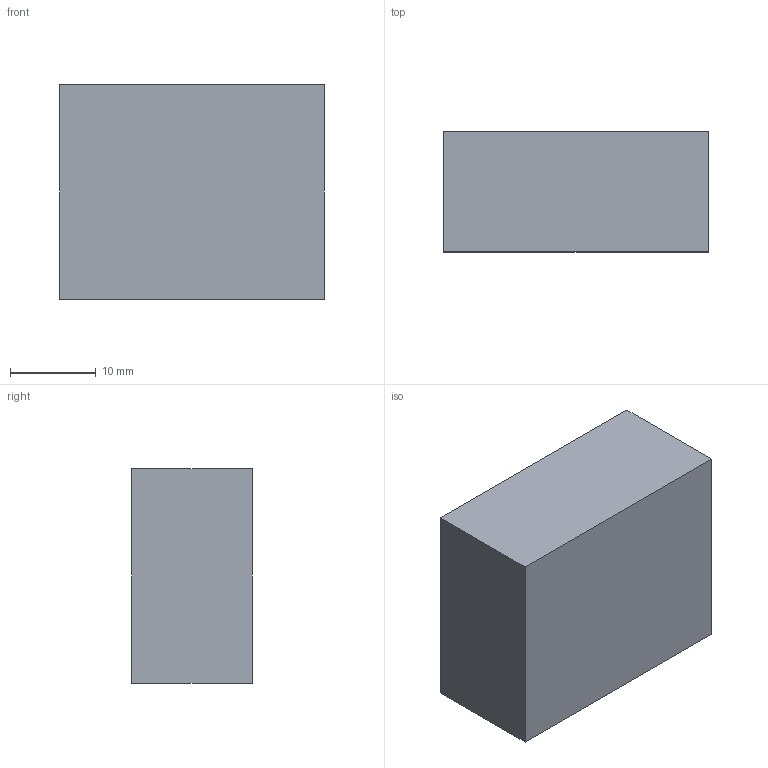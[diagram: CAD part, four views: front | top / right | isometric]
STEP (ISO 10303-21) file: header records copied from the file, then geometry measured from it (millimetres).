
FILE_DESCRIPTION (( 'STEP AP214' ), '1' );
FILE_NAME ('Shunt_ESUS.STEP', '2022-11-22T08:37:06', ( '' ), ( '' ), 'SwSTEP 2.0', 'SolidWorks 2017', '' );
FILE_SCHEMA (( 'AUTOMOTIVE_DESIGN' ));
Length unit declared in the file: millimetre
Products named in the file (1): Shunt_ESUS
Bounding box: 30.8 x 14 x 25 mm (x, y, z)
Volume: 5419 mm3; surface area: 4637.7 mm2
Topology: 1 solids, 1 shells, 19 faces, 44 edges, 26 vertices
Faces by surface type: plane 11, cylinder 4, cone 4
Entity records: 540 total; most frequent: DIRECTION 88, CARTESIAN_POINT 86, ORIENTED_EDGE 80, EDGE_CURVE 40, LINE 32, VECTOR 32, AXIS2_PLACEMENT_3D 28, VERTEX_POINT 26
